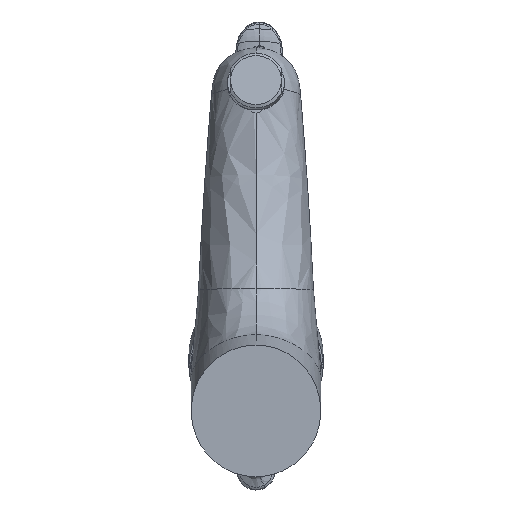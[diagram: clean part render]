
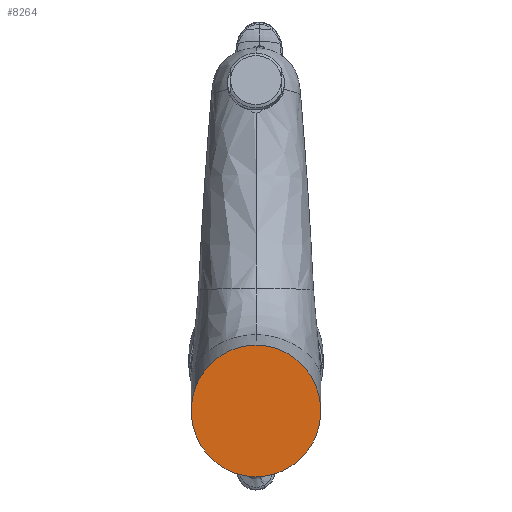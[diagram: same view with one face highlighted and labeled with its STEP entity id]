
A CAD part, front view. The second image highlights one B-rep face of the part: STEP entity #8264.
In plain terms, the highlighted planar face has unit normal (0, -1, 0).
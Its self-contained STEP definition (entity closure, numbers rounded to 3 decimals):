
#1048 = EDGE_LOOP ( 'NONE', ( #18028, #7499 ) ) ;
#2448 = CARTESIAN_POINT ( 'NONE',  ( 55., 0., -27.924 ) ) ;
#2726 = VERTEX_POINT ( 'NONE', #23637 ) ;
#2852 = CARTESIAN_POINT ( 'NONE',  ( 0., 0., 27.924 ) ) ;
#3645 = CARTESIAN_POINT ( 'NONE',  ( 0., 0., -27.924 ) ) ;
#4430 = CARTESIAN_POINT ( 'NONE',  ( 8.758, 0., 0. ) ) ;
#6451 = DIRECTION ( 'NONE',  ( -1., 0., 0. ) ) ;
#7115 =( BOUNDED_CURVE ( )  B_SPLINE_CURVE ( 3, ( #10490, #20469, #2448, #16545 ),
 .UNSPECIFIED., .F., .F. ) 
 B_SPLINE_CURVE_WITH_KNOTS ( ( 4, 4 ),
 ( 0., 3.142 ),
 .UNSPECIFIED. ) 
 CURVE ( )  GEOMETRIC_REPRESENTATION_ITEM ( )  RATIONAL_B_SPLINE_CURVE ( ( 1., 0.333, 0.333, 1. ) ) 
 REPRESENTATION_ITEM ( '' )  );
#7499 = ORIENTED_EDGE ( 'NONE', *, *, #13876, .F. ) ;
#8264 = ADVANCED_FACE ( 'NONE', ( #25701 ), #24439, .T. ) ;
#8504 = CARTESIAN_POINT ( 'NONE',  ( -55., 0., -27.924 ) ) ;
#10490 = CARTESIAN_POINT ( 'NONE',  ( 0., 0., 27.924 ) ) ;
#13876 = EDGE_CURVE ( 'NONE', #20361, #2726, #21981, .T. ) ;
#14425 = AXIS2_PLACEMENT_3D ( 'NONE', #4430, #18521, #6451 ) ;
#14939 = CARTESIAN_POINT ( 'NONE',  ( -55., 0., 27.924 ) ) ;
#16545 = CARTESIAN_POINT ( 'NONE',  ( 0., 0., -27.924 ) ) ;
#18028 = ORIENTED_EDGE ( 'NONE', *, *, #19864, .F. ) ;
#18521 = DIRECTION ( 'NONE',  ( 0., -1., 0. ) ) ;
#19864 = EDGE_CURVE ( 'NONE', #2726, #20361, #7115, .T. ) ;
#20361 = VERTEX_POINT ( 'NONE', #3645 ) ;
#20469 = CARTESIAN_POINT ( 'NONE',  ( 55., 0., 27.924 ) ) ;
#21981 =( BOUNDED_CURVE ( )  B_SPLINE_CURVE ( 3, ( #24884, #8504, #14939, #2852 ),
 .UNSPECIFIED., .F., .T. ) 
 B_SPLINE_CURVE_WITH_KNOTS ( ( 4, 4 ),
 ( 3.142, 6.283 ),
 .UNSPECIFIED. ) 
 CURVE ( )  GEOMETRIC_REPRESENTATION_ITEM ( )  RATIONAL_B_SPLINE_CURVE ( ( 1., 0.333, 0.333, 1. ) ) 
 REPRESENTATION_ITEM ( '' )  );
#23637 = CARTESIAN_POINT ( 'NONE',  ( 0., 0., 27.924 ) ) ;
#24439 = PLANE ( 'NONE',  #14425 ) ;
#24884 = CARTESIAN_POINT ( 'NONE',  ( 0., 0., -27.924 ) ) ;
#25701 = FACE_OUTER_BOUND ( 'NONE', #1048, .T. ) ;
